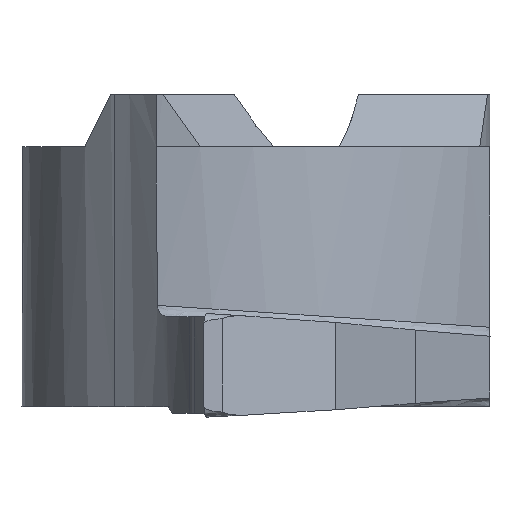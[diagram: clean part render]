
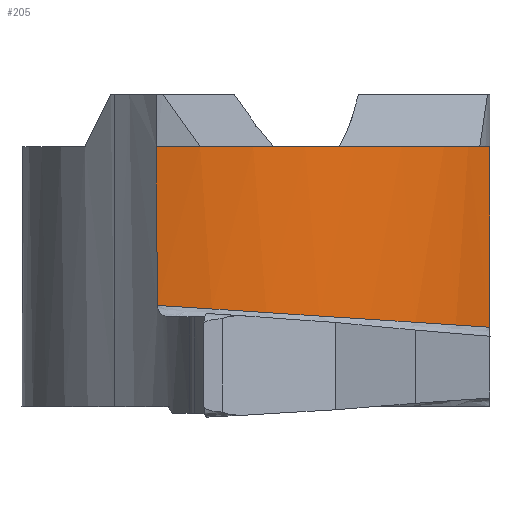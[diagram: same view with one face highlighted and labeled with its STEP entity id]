
A CAD part, left-side view. The second image highlights one B-rep face of the part: STEP entity #205.
In plain terms, the highlighted free-form (B-spline) face has degree [1, 3] with [2, 4] control points.
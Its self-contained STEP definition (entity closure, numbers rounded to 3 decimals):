
#205=ADVANCED_FACE('',(#267),#224,.F.);
#224=(
BOUNDED_SURFACE()
B_SPLINE_SURFACE(1,3,((#1791,#1792,#1793,#1794),(#1795,#1796,#1797,#1798)),
 .UNSPECIFIED.,.F.,.F.,.F.)
B_SPLINE_SURFACE_WITH_KNOTS((2,2),(4,4),(0.,1.),(0.,1.),.UNSPECIFIED.)
GEOMETRIC_REPRESENTATION_ITEM()
RATIONAL_B_SPLINE_SURFACE(((1.,0.892,0.892,1.),
(1.,0.892,0.892,1.)))
REPRESENTATION_ITEM('')
SURFACE()
);
#267=FACE_OUTER_BOUND('',#317,.T.);
#317=EDGE_LOOP('',(#572,#573,#574,#575,#576));
#367=CIRCLE('',#1009,6.496);
#572=ORIENTED_EDGE('',*,*,#818,.F.);
#573=ORIENTED_EDGE('',*,*,#837,.T.);
#574=ORIENTED_EDGE('',*,*,#810,.F.);
#575=ORIENTED_EDGE('',*,*,#838,.F.);
#576=ORIENTED_EDGE('',*,*,#830,.T.);
#687=VERTEX_POINT('',#1552);
#704=VERTEX_POINT('',#1678);
#705=VERTEX_POINT('',#1679);
#708=VERTEX_POINT('',#1709);
#711=VERTEX_POINT('',#1754);
#810=EDGE_CURVE('',#704,#705,#888,.T.);
#818=EDGE_CURVE('',#687,#708,#890,.T.);
#830=EDGE_CURVE('',#711,#708,#892,.T.);
#837=EDGE_CURVE('',#687,#705,#895,.T.);
#838=EDGE_CURVE('',#711,#704,#367,.T.);
#888=B_SPLINE_CURVE_WITH_KNOTS('',3,(#1666,#1667,#1668,#1669,#1670,#1671,
#1672,#1673,#1674,#1675,#1676,#1677),.UNSPECIFIED.,.F.,.F.,(4,2,2,2,2,4),
(0.,0.205,0.41,0.615,0.82,
1.),.UNSPECIFIED.);
#890=B_SPLINE_CURVE_WITH_KNOTS('',3,(#1710,#1711,#1712,#1713),
 .UNSPECIFIED.,.F.,.F.,(4,4),(0.,1.),.UNSPECIFIED.);
#892=B_SPLINE_CURVE_WITH_KNOTS('',3,(#1742,#1743,#1744,#1745,#1746,#1747,
#1748,#1749,#1750,#1751,#1752,#1753),.UNSPECIFIED.,.F.,.F.,(4,2,2,2,2,4),
(0.,0.233,0.466,0.699,0.956,
1.),.UNSPECIFIED.);
#895=B_SPLINE_CURVE_WITH_KNOTS('',3,(#1786,#1787,#1788,#1789),
 .UNSPECIFIED.,.F.,.F.,(4,4),(0.,1.),.UNSPECIFIED.);
#1009=AXIS2_PLACEMENT_3D('',#1790,#1188,#1189);
#1188=DIRECTION('',(0.,0.065,-0.998));
#1189=DIRECTION('',(0.,0.998,0.065));
#1552=CARTESIAN_POINT('',(-4.491,1.074,0.));
#1666=CARTESIAN_POINT('',(-4.415,1.895,-3.049));
#1667=CARTESIAN_POINT('',(-4.413,1.897,-2.84));
#1668=CARTESIAN_POINT('',(-4.411,1.898,-2.632));
#1669=CARTESIAN_POINT('',(-4.406,1.902,-2.215));
#1670=CARTESIAN_POINT('',(-4.404,1.904,-2.007));
#1671=CARTESIAN_POINT('',(-4.4,1.907,-1.591));
#1672=CARTESIAN_POINT('',(-4.398,1.909,-1.382));
#1673=CARTESIAN_POINT('',(-4.393,1.913,-0.966));
#1674=CARTESIAN_POINT('',(-4.391,1.914,-0.757));
#1675=CARTESIAN_POINT('',(-4.386,1.918,-0.366));
#1676=CARTESIAN_POINT('',(-4.384,1.919,-0.183));
#1677=CARTESIAN_POINT('',(-4.382,1.921,0.));
#1678=CARTESIAN_POINT('',(-4.415,1.895,-3.049));
#1679=CARTESIAN_POINT('',(-4.382,1.921,0.));
#1709=CARTESIAN_POINT('',(-1.958,-4.5,0.));
#1710=CARTESIAN_POINT('',(-4.491,1.074,0.));
#1711=CARTESIAN_POINT('',(-4.623,-1.065,0.));
#1712=CARTESIAN_POINT('',(-3.657,-3.194,0.));
#1713=CARTESIAN_POINT('',(-1.958,-4.5,0.));
#1742=CARTESIAN_POINT('',(-1.629,-4.5,-3.468));
#1743=CARTESIAN_POINT('',(-1.655,-4.5,-3.199));
#1744=CARTESIAN_POINT('',(-1.682,-4.5,-2.929));
#1745=CARTESIAN_POINT('',(-1.734,-4.5,-2.391));
#1746=CARTESIAN_POINT('',(-1.76,-4.5,-2.121));
#1747=CARTESIAN_POINT('',(-1.811,-4.5,-1.582));
#1748=CARTESIAN_POINT('',(-1.837,-4.5,-1.313));
#1749=CARTESIAN_POINT('',(-1.89,-4.5,-0.746));
#1750=CARTESIAN_POINT('',(-1.917,-4.5,-0.449));
#1751=CARTESIAN_POINT('',(-1.949,-4.5,-0.101));
#1752=CARTESIAN_POINT('',(-1.954,-4.5,-0.051));
#1753=CARTESIAN_POINT('',(-1.958,-4.5,0.));
#1754=CARTESIAN_POINT('',(-1.629,-4.5,-3.468));
#1786=CARTESIAN_POINT('',(-4.491,1.074,0.));
#1787=CARTESIAN_POINT('',(-4.473,1.363,0.));
#1788=CARTESIAN_POINT('',(-4.436,1.646,0.001));
#1789=CARTESIAN_POINT('',(-4.382,1.921,0.));
#1790=CARTESIAN_POINT('',(2.,0.876,-3.115));
#1791=CARTESIAN_POINT('',(-1.784,-4.63,0.012));
#1792=CARTESIAN_POINT('',(-3.941,-3.091,0.113));
#1793=CARTESIAN_POINT('',(-4.907,-0.627,0.275));
#1794=CARTESIAN_POINT('',(-4.369,1.964,0.444));
#1795=CARTESIAN_POINT('',(-1.592,-4.525,-3.469));
#1796=CARTESIAN_POINT('',(-3.798,-3.064,-3.374));
#1797=CARTESIAN_POINT('',(-4.849,-0.638,-3.215));
#1798=CARTESIAN_POINT('',(-4.403,1.967,-3.044));
